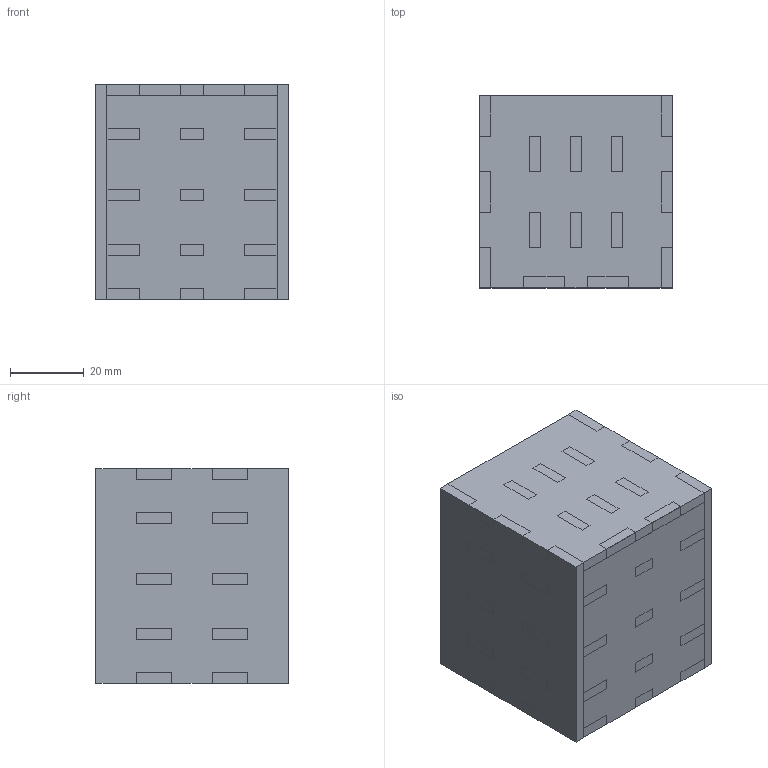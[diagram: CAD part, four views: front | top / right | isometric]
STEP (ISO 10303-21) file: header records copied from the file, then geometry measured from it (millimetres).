
FILE_DESCRIPTION(/* description */ (''),/* implementation_level */ '2;1');
FILE_NAME(/* name */ 'stiftehalter.step',/* time_stamp */ '2018-02-25T04:09:23+01:00',/* author */ (''),/* organization */ (''),/* preprocessor_version */ 'ST-DEVELOPER v16.13',/* originating_system */ 'Autodesk Translation Framework v6.5.0.72',/* authorisation */ '');
FILE_SCHEMA (('AUTOMOTIVE_DESIGN { 1 0 10303 214 3 1 1 }'));
Length unit declared in the file: millimetre
Products named in the file (13): stiftehalter v2 flach; seite-rechts; seite-links; hinten2; boden; mitte1; links1; rechts1; vorne2; seite-hinten; seite-vorne; Component28; mitte
Assembly tree (12 placements, depth 3):
  stiftehalter v2 flach
    seite-rechts
    seite-links
    hinten2
    boden
    mitte1
    links1
    rechts1
    vorne2
    seite-hinten
    seite-vorne
      Component28
    mitte
Bounding box: 52 x 52 x 58 mm (x, y, z)
Volume: 80097 mm3; surface area: 65032 mm2
Topology: 11 solids, 11 shells, 430 faces, 1224 edges, 816 vertices
Faces by surface type: plane 430
Entity records: 14148 total; most frequent: CARTESIAN_POINT 2495, ORIENTED_EDGE 2448, DIRECTION 2134, LINE 1224, VECTOR 1224, EDGE_CURVE 1224, VERTEX_POINT 816, EDGE_LOOP 460
